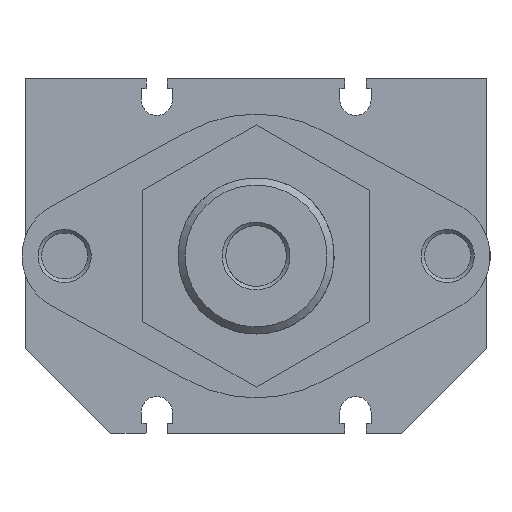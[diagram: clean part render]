
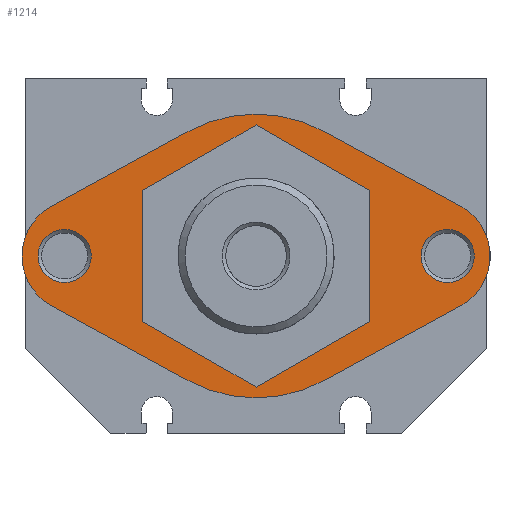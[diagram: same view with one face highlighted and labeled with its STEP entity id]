
A CAD part, left-side view. The second image highlights one B-rep face of the part: STEP entity #1214.
In plain terms, the highlighted planar face has unit normal (-1, 0, 0).
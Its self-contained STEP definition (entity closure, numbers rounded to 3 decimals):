
#726=CARTESIAN_POINT('',(-3.,-24.348,2.652));
#727=VERTEX_POINT('Vertex219',#726);
#728=CARTESIAN_POINT('',(-3.,-29.652,-2.652));
#729=VERTEX_POINT('Vertex35',#728);
#730=CARTESIAN_POINT('',(-3.,-27.,0.));
#731=DIRECTION('',(-1.,0.,0.));
#732=DIRECTION('',(0.,0.707,0.707));
#733=AXIS2_PLACEMENT_3D('',#730,#731,#732);
#734=CIRCLE('nurbsCrv460',#733,3.75);
#735=EDGE_CURVE('Edge324',#727,#729,#734,.T.);
#737=CARTESIAN_POINT('',(-3.,-27.,0.));
#738=DIRECTION('',(-1.,0.,0.));
#739=DIRECTION('',(0.,-0.707,-0.707));
#740=AXIS2_PLACEMENT_3D('',#737,#738,#739);
#741=CIRCLE('nurbsCrv459',#740,3.75);
#742=EDGE_CURVE('Edge323',#729,#727,#741,.T.);
#772=CARTESIAN_POINT('',(-3.,29.652,2.652));
#773=VERTEX_POINT('Vertex221',#772);
#774=CARTESIAN_POINT('',(-3.,24.348,-2.652));
#775=VERTEX_POINT('Vertex37',#774);
#776=CARTESIAN_POINT('',(-3.,27.,0.));
#777=DIRECTION('',(-1.,0.,0.));
#778=DIRECTION('',(0.,0.707,0.707));
#779=AXIS2_PLACEMENT_3D('',#776,#777,#778);
#780=CIRCLE('nurbsCrv473',#779,3.75);
#781=EDGE_CURVE('Edge329',#773,#775,#780,.T.);
#783=CARTESIAN_POINT('',(-3.,27.,0.));
#784=DIRECTION('',(-1.,0.,0.));
#785=DIRECTION('',(0.,-0.707,-0.707));
#786=AXIS2_PLACEMENT_3D('',#783,#784,#785);
#787=CIRCLE('nurbsCrv472',#786,3.75);
#788=EDGE_CURVE('Edge328',#775,#773,#787,.T.);
#819=CARTESIAN_POINT('',(-3.,16.,9.238));
#820=VERTEX_POINT('Vertex38',#819);
#827=CARTESIAN_POINT('',(-3.,16.,-9.238));
#828=VERTEX_POINT('Vertex39',#827);
#829=CARTESIAN_POINT('',(-3.,16.,0.));
#830=DIRECTION('',(0.,0.,1.));
#831=VECTOR('',#830,1.);
#832=LINE('nurbsCrv45',#829,#831);
#833=EDGE_CURVE('Edge45',#828,#820,#832,.T.);
#850=CARTESIAN_POINT('',(-3.,0.,18.475));
#851=VERTEX_POINT('Vertex40',#850);
#858=CARTESIAN_POINT('',(-3.,8.,13.856));
#859=DIRECTION('',(0.,-0.866,0.5));
#860=VECTOR('',#859,1.);
#861=LINE('nurbsCrv48',#858,#860);
#862=EDGE_CURVE('Edge48',#820,#851,#861,.T.);
#875=CARTESIAN_POINT('',(-3.,0.,-18.475));
#876=VERTEX_POINT('Vertex41',#875);
#877=CARTESIAN_POINT('',(-3.,8.,-13.856));
#878=DIRECTION('',(0.,0.866,0.5));
#879=VECTOR('',#878,1.);
#880=LINE('nurbsCrv49',#877,#879);
#881=EDGE_CURVE('Edge49',#876,#828,#880,.T.);
#898=CARTESIAN_POINT('',(-3.,-16.,9.238));
#899=VERTEX_POINT('Vertex42',#898);
#906=CARTESIAN_POINT('',(-3.,-8.,13.856));
#907=DIRECTION('',(0.,-0.866,-0.5)
);
#908=VECTOR('',#907,1.);
#909=LINE('nurbsCrv52',#906,#908);
#910=EDGE_CURVE('Edge52',#851,#899,#909,.T.);
#923=CARTESIAN_POINT('',(-3.,-16.,-9.238));
#924=VERTEX_POINT('Vertex43',#923);
#925=CARTESIAN_POINT('',(-3.,-8.,-13.856));
#926=DIRECTION('',(0.,0.866,-0.5));
#927=VECTOR('',#926,1.);
#928=LINE('nurbsCrv53',#925,#927);
#929=EDGE_CURVE('Edge53',#924,#876,#928,.T.);
#947=CARTESIAN_POINT('',(-3.,-16.,0.));
#948=DIRECTION('',(0.,0.,-1.));
#949=VECTOR('',#948,1.);
#950=LINE('nurbsCrv55',#947,#949);
#951=EDGE_CURVE('Edge55',#899,#924,#950,.T.);
#1114=CARTESIAN_POINT('',(-3.,9.6,17.545));
#1115=VERTEX_POINT('Vertex55',#1114);
#1116=CARTESIAN_POINT('',(-3.,-9.6,17.545));
#1117=VERTEX_POINT('Vertex54',#1116);
#1118=CARTESIAN_POINT('',(-3.,0.,0.));
#1119=DIRECTION('',(1.,0.,0.));
#1120=DIRECTION('',(0.,0.48,0.877)
);
#1121=AXIS2_PLACEMENT_3D('',#1118,#1119,#1120);
#1122=CIRCLE('nurbsCrv66',#1121,20.);
#1123=EDGE_CURVE('Edge66',#1115,#1117,#1122,.T.);
#1124=ORIENTED_EDGE('Edgeuse113',*,*,#1123,.F.);
#1125=CARTESIAN_POINT('',(-3.,28.84,7.018));
#1126=VERTEX_POINT('Vertex56',#1125);
#1127=CARTESIAN_POINT('',(-3.,19.22,12.282));
#1128=DIRECTION('',(0.,-0.877,0.48)
);
#1129=VECTOR('',#1128,1.);
#1130=LINE('nurbsCrv67',#1127,#1129);
#1131=EDGE_CURVE('Edge67',#1126,#1115,#1130,.T.);
#1132=ORIENTED_EDGE('Edgeuse114',*,*,#1131,.F.);
#1133=CARTESIAN_POINT('',(-3.,33.,0.));
#1134=VERTEX_POINT('Vertex57',#1133);
#1135=CARTESIAN_POINT('',(-3.,25.,0.));
#1136=DIRECTION('',(1.,0.,0.));
#1137=DIRECTION('',(0.,1.,0.));
#1138=AXIS2_PLACEMENT_3D('',#1135,#1136,#1137);
#1139=CIRCLE('nurbsCrv68',#1138,8.);
#1140=EDGE_CURVE('Edge68',#1134,#1126,#1139,.T.);
#1141=ORIENTED_EDGE('Edgeuse115',*,*,#1140,.F.);
#1142=CARTESIAN_POINT('',(-3.,28.84,-7.018));
#1143=VERTEX_POINT('Vertex58',#1142);
#1144=CARTESIAN_POINT('',(-3.,25.,0.));
#1145=DIRECTION('',(1.,0.,0.));
#1146=DIRECTION('',(0.,0.48,-0.877)
);
#1147=AXIS2_PLACEMENT_3D('',#1144,#1145,#1146);
#1148=CIRCLE('nurbsCrv69',#1147,8.);
#1149=EDGE_CURVE('Edge69',#1143,#1134,#1148,.T.);
#1150=ORIENTED_EDGE('Edgeuse116',*,*,#1149,.F.);
#1151=CARTESIAN_POINT('',(-3.,9.6,-17.545));
#1152=VERTEX_POINT('Vertex59',#1151);
#1153=CARTESIAN_POINT('',(-3.,19.22,-12.282));
#1154=DIRECTION('',(0.,0.877,0.48));
#1155=VECTOR('',#1154,1.);
#1156=LINE('nurbsCrv70',#1153,#1155);
#1157=EDGE_CURVE('Edge70',#1152,#1143,#1156,.T.);
#1158=ORIENTED_EDGE('Edgeuse117',*,*,#1157,.F.);
#1159=CARTESIAN_POINT('',(-3.,-9.6,-17.545));
#1160=VERTEX_POINT('Vertex60',#1159);
#1161=CARTESIAN_POINT('',(-3.,0.,0.));
#1162=DIRECTION('',(1.,0.,0.));
#1163=DIRECTION('',(0.,-0.48,
-0.877));
#1164=AXIS2_PLACEMENT_3D('',#1161,#1162,#1163);
#1165=CIRCLE('nurbsCrv71',#1164,20.);
#1166=EDGE_CURVE('Edge71',#1160,#1152,#1165,.T.);
#1167=ORIENTED_EDGE('Edgeuse118',*,*,#1166,.F.);
#1168=CARTESIAN_POINT('',(-3.,-28.84,-7.018));
#1169=VERTEX_POINT('Vertex61',#1168);
#1170=CARTESIAN_POINT('',(-3.,-19.22,-12.282));
#1171=DIRECTION('',(0.,0.877,-0.48));
#1172=VECTOR('',#1171,1.);
#1173=LINE('nurbsCrv72',#1170,#1172);
#1174=EDGE_CURVE('Edge72',#1169,#1160,#1173,.T.);
#1175=ORIENTED_EDGE('Edgeuse119',*,*,#1174,.F.);
#1176=CARTESIAN_POINT('',(-3.,-28.84,7.018));
#1177=VERTEX_POINT('Vertex62',#1176);
#1178=CARTESIAN_POINT('',(-3.,-25.,0.));
#1179=DIRECTION('',(1.,0.,0.));
#1180=DIRECTION('',(0.,-0.48,0.877)
);
#1181=AXIS2_PLACEMENT_3D('',#1178,#1179,#1180);
#1182=CIRCLE('nurbsCrv73',#1181,8.);
#1183=EDGE_CURVE('Edge73',#1177,#1169,#1182,.T.);
#1184=ORIENTED_EDGE('Edgeuse120',*,*,#1183,.F.);
#1185=CARTESIAN_POINT('',(-3.,-19.22,12.282));
#1186=DIRECTION('',(0.,-0.877,-0.48));
#1187=VECTOR('',#1186,1.);
#1188=LINE('nurbsCrv74',#1185,#1187);
#1189=EDGE_CURVE('Edge74',#1117,#1177,#1188,.T.);
#1190=ORIENTED_EDGE('Edgeuse121',*,*,#1189,.F.);
#1191=EDGE_LOOP('',(#1124,#1132,#1141,#1150,#1158,#1167,#1175,#1184,#1190));
#1192=FACE_OUTER_BOUND('',#1191,.T.);
#1193=ORIENTED_EDGE('Edgeuse122',*,*,#951,.T.);
#1194=ORIENTED_EDGE('Edgeuse123',*,*,#929,.T.);
#1195=ORIENTED_EDGE('Edgeuse124',*,*,#881,.T.);
#1196=ORIENTED_EDGE('Edgeuse125',*,*,#833,.T.);
#1197=ORIENTED_EDGE('Edgeuse126',*,*,#862,.T.);
#1198=ORIENTED_EDGE('Edgeuse127',*,*,#910,.T.);
#1199=EDGE_LOOP('',(#1193,#1194,#1195,#1196,#1197,#1198));
#1200=FACE_BOUND('',#1199,.T.);
#1201=ORIENTED_EDGE('Edgeuse648',*,*,#735,.F.);
#1202=ORIENTED_EDGE('Edgeuse646',*,*,#742,.F.);
#1203=EDGE_LOOP('',(#1201,#1202));
#1204=FACE_BOUND('',#1203,.T.);
#1205=ORIENTED_EDGE('Edgeuse658',*,*,#781,.F.);
#1206=ORIENTED_EDGE('Edgeuse656',*,*,#788,.F.);
#1207=EDGE_LOOP('',(#1205,#1206));
#1208=FACE_BOUND('',#1207,.T.);
#1209=CARTESIAN_POINT('',(-3.,0.,0.));
#1210=DIRECTION('',(-1.,0.,0.));
#1211=DIRECTION('',(0.,0.,1.));
#1212=AXIS2_PLACEMENT_3D('',#1209,#1210,#1211);
#1213=PLANE('nurbsSrf33',#1212);
#1214=ADVANCED_FACE('Face33',(#1192,#1200,#1204,#1208),#1213,.T.);
